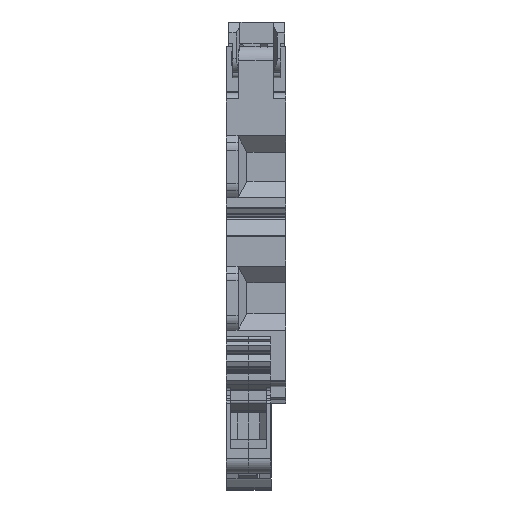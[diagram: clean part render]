
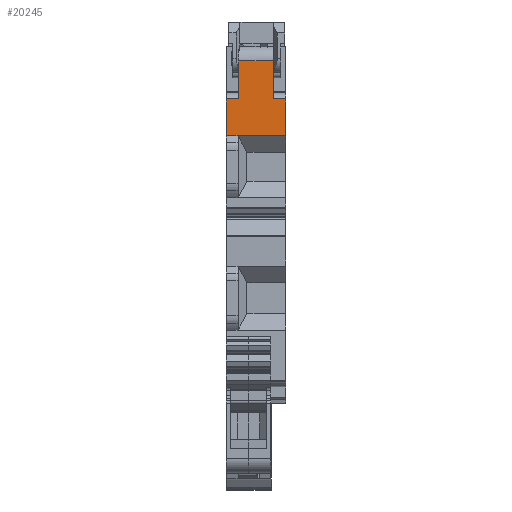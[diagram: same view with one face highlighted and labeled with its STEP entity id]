
A CAD part, front view. The second image highlights one B-rep face of the part: STEP entity #20245.
In plain terms, the highlighted planar face has unit normal (0, -1, 0).
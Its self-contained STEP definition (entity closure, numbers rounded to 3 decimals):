
#18068=AXIS2_PLACEMENT_3D('Plane Axis2P3D',#18065,#18066,#18067) ;
#8112=CARTESIAN_POINT('Vertex',(8.116,27.971,53.661)) ;
#8115=CARTESIAN_POINT('Line Origine',(8.116,27.971,51.129)) ;
#8119=CARTESIAN_POINT('Vertex',(8.116,27.971,48.597)) ;
#8522=CARTESIAN_POINT('Vertex',(1.603,27.971,48.597)) ;
#9696=CARTESIAN_POINT('Vertex',(0.,27.971,48.597)) ;
#9699=CARTESIAN_POINT('Line Origine',(0.,27.971,51.129)) ;
#9703=CARTESIAN_POINT('Vertex',(0.,27.971,53.661)) ;
#17582=CARTESIAN_POINT('Line Origine',(0.802,27.971,48.597)) ;
#17615=CARTESIAN_POINT('Vertex',(1.716,27.971,58.868)) ;
#17620=CARTESIAN_POINT('Line Origine',(4.058,27.971,58.868)) ;
#17624=CARTESIAN_POINT('Vertex',(6.4,27.971,58.868)) ;
#17657=CARTESIAN_POINT('Vertex',(6.4,27.971,53.661)) ;
#17686=CARTESIAN_POINT('Line Origine',(6.4,27.971,56.264)) ;
#17710=CARTESIAN_POINT('Line Origine',(2.835,27.971,53.661)) ;
#17714=CARTESIAN_POINT('Vertex',(1.716,27.971,53.661)) ;
#17734=CARTESIAN_POINT('Line Origine',(1.716,27.971,56.264)) ;
#18065=CARTESIAN_POINT('Axis2P3D Location',(0.,27.971,38.828)) ;
#20217=CARTESIAN_POINT('Line Origine',(7.258,27.971,53.661)) ;
#20229=CARTESIAN_POINT('Line Origine',(4.86,27.971,48.597)) ;
#8116=DIRECTION('Vector Direction',(0.,0.,1.)) ;
#9700=DIRECTION('Vector Direction',(0.,0.,-1.)) ;
#17583=DIRECTION('Vector Direction',(1.,0.,0.)) ;
#17621=DIRECTION('Vector Direction',(1.,0.,0.)) ;
#17687=DIRECTION('Vector Direction',(0.,0.,-1.)) ;
#17711=DIRECTION('Vector Direction',(1.,0.,0.)) ;
#17735=DIRECTION('Vector Direction',(0.,0.,1.)) ;
#18066=DIRECTION('Axis2P3D Direction',(0.,1.,0.)) ;
#18067=DIRECTION('Axis2P3D XDirection',(0.,0.,1.)) ;
#20218=DIRECTION('Vector Direction',(1.,0.,0.)) ;
#20230=DIRECTION('Vector Direction',(1.,0.,0.)) ;
#8117=VECTOR('Line Direction',#8116,1.) ;
#9701=VECTOR('Line Direction',#9700,1.) ;
#17584=VECTOR('Line Direction',#17583,1.) ;
#17622=VECTOR('Line Direction',#17621,1.) ;
#17688=VECTOR('Line Direction',#17687,1.) ;
#17712=VECTOR('Line Direction',#17711,1.) ;
#17736=VECTOR('Line Direction',#17735,1.) ;
#20219=VECTOR('Line Direction',#20218,1.) ;
#20231=VECTOR('Line Direction',#20230,1.) ;
#20235=ORIENTED_EDGE('',*,*,#8121,.F.) ;
#20236=ORIENTED_EDGE('',*,*,#20221,.T.) ;
#20237=ORIENTED_EDGE('',*,*,#17690,.F.) ;
#20238=ORIENTED_EDGE('',*,*,#17626,.F.) ;
#20239=ORIENTED_EDGE('',*,*,#17738,.F.) ;
#20240=ORIENTED_EDGE('',*,*,#17716,.T.) ;
#20241=ORIENTED_EDGE('',*,*,#9705,.T.) ;
#20242=ORIENTED_EDGE('',*,*,#17586,.T.) ;
#20243=ORIENTED_EDGE('',*,*,#20233,.T.) ;
#20245=ADVANCED_FACE('K\X2\00F6\X0\rper.4',(#20244),#18069,.F.) ;
#8121=EDGE_CURVE('',#8113,#8120,#8118,.F.) ;
#9705=EDGE_CURVE('',#9704,#9697,#9702,.T.) ;
#17586=EDGE_CURVE('',#9697,#8523,#17585,.T.) ;
#17626=EDGE_CURVE('',#17616,#17625,#17623,.T.) ;
#17690=EDGE_CURVE('',#17625,#17658,#17689,.T.) ;
#17716=EDGE_CURVE('',#17715,#9704,#17713,.F.) ;
#17738=EDGE_CURVE('',#17715,#17616,#17737,.T.) ;
#20221=EDGE_CURVE('',#8113,#17658,#20220,.F.) ;
#20233=EDGE_CURVE('',#8523,#8120,#20232,.T.) ;
#20234=EDGE_LOOP('',(#20235,#20236,#20237,#20238,#20239,#20240,#20241,#20242,#20243)) ;
#20244=FACE_OUTER_BOUND('',#20234,.T.) ;
#8118=LINE('Line',#8115,#8117) ;
#9702=LINE('Line',#9699,#9701) ;
#17585=LINE('Line',#17582,#17584) ;
#17623=LINE('Line',#17620,#17622) ;
#17689=LINE('Line',#17686,#17688) ;
#17713=LINE('Line',#17710,#17712) ;
#17737=LINE('Line',#17734,#17736) ;
#20220=LINE('Line',#20217,#20219) ;
#20232=LINE('Line',#20229,#20231) ;
#18069=PLANE('',#18068) ;
#8113=VERTEX_POINT('',#8112) ;
#8120=VERTEX_POINT('',#8119) ;
#8523=VERTEX_POINT('',#8522) ;
#9697=VERTEX_POINT('',#9696) ;
#9704=VERTEX_POINT('',#9703) ;
#17616=VERTEX_POINT('',#17615) ;
#17625=VERTEX_POINT('',#17624) ;
#17658=VERTEX_POINT('',#17657) ;
#17715=VERTEX_POINT('',#17714) ;
